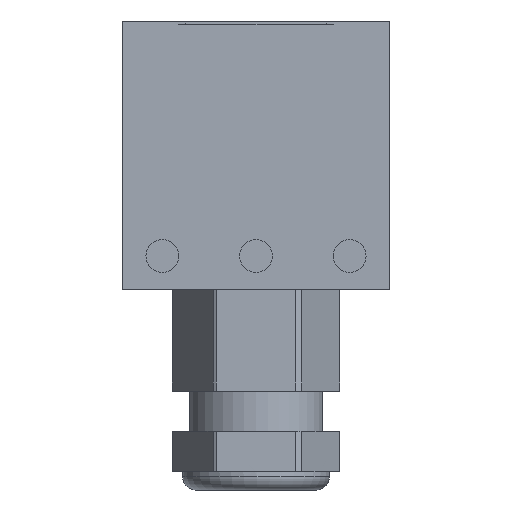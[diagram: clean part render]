
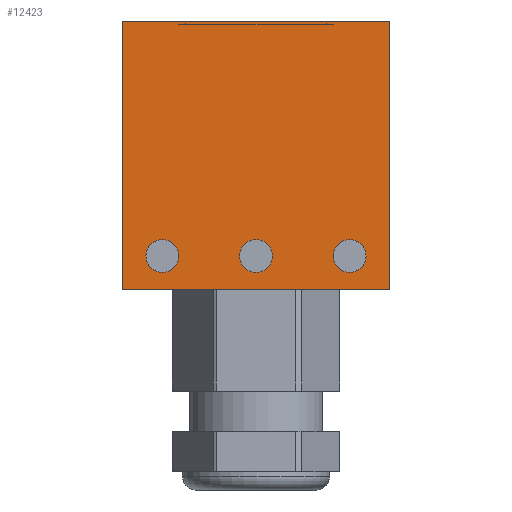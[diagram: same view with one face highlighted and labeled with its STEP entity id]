
A CAD part, left-side view. The second image highlights one B-rep face of the part: STEP entity #12423.
In plain terms, the highlighted planar face has unit normal (-1, 0, 0).
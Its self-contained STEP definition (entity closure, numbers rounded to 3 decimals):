
#588=LINE('',#17941,#1778);
#1296=LINE('',#20612,#2486);
#1324=LINE('',#20714,#2514);
#1326=LINE('',#20718,#2516);
#1778=VECTOR('',#14575,20.);
#2486=VECTOR('',#16589,20.);
#2514=VECTOR('',#16733,20.);
#2516=VECTOR('',#16739,20.);
#3601=PLANE('',#13479);
#3752=FACE_BOUND('',#5205,.T.);
#3753=FACE_BOUND('',#5206,.T.);
#3754=FACE_BOUND('',#5207,.T.);
#4421=FACE_OUTER_BOUND('',#5204,.T.);
#5204=EDGE_LOOP('',(#11587,#11588,#11589,#11590));
#5205=EDGE_LOOP('',(#11591));
#5206=EDGE_LOOP('',(#11592));
#5207=EDGE_LOOP('',(#11593));
#5307=CIRCLE('',#12756,1.23);
#5308=CIRCLE('',#12785,1.23);
#5310=CIRCLE('',#12843,1.23);
#5955=VERTEX_POINT('',#17880);
#5975=VERTEX_POINT('',#17935);
#5977=VERTEX_POINT('',#17939);
#6012=VERTEX_POINT('',#18048);
#6114=VERTEX_POINT('',#18368);
#6662=VERTEX_POINT('',#20609);
#6663=VERTEX_POINT('',#20611);
#7202=EDGE_CURVE('',#5955,#5955,#5307,.T.);
#7231=EDGE_CURVE('',#5975,#5977,#588,.T.);
#7285=EDGE_CURVE('',#6012,#6012,#5308,.T.);
#7447=EDGE_CURVE('',#6114,#6114,#5310,.T.);
#8271=EDGE_CURVE('',#6663,#6662,#1296,.T.);
#8315=EDGE_CURVE('',#6662,#5975,#1324,.T.);
#8317=EDGE_CURVE('',#6663,#5977,#1326,.T.);
#11587=ORIENTED_EDGE('',*,*,#7231,.T.);
#11588=ORIENTED_EDGE('',*,*,#8317,.F.);
#11589=ORIENTED_EDGE('',*,*,#8271,.T.);
#11590=ORIENTED_EDGE('',*,*,#8315,.T.);
#11591=ORIENTED_EDGE('',*,*,#7202,.F.);
#11592=ORIENTED_EDGE('',*,*,#7447,.F.);
#11593=ORIENTED_EDGE('',*,*,#7285,.F.);
#12423=ADVANCED_FACE('',(#4421,#3752,#3753,#3754),#3601,.F.);
#12756=AXIS2_PLACEMENT_3D('',#17881,#14527,#14528);
#12785=AXIS2_PLACEMENT_3D('',#18049,#14667,#14668);
#12843=AXIS2_PLACEMENT_3D('',#18369,#14943,#14944);
#13479=AXIS2_PLACEMENT_3D('',#20719,#16740,#16741);
#14527=DIRECTION('center_axis',(-1.,0.,0.));
#14528=DIRECTION('ref_axis',(0.,0.,-1.));
#14575=DIRECTION('',(0.,-1.,0.));
#14667=DIRECTION('center_axis',(-1.,0.,0.));
#14668=DIRECTION('ref_axis',(0.,0.,-1.));
#14943=DIRECTION('center_axis',(-1.,0.,0.));
#14944=DIRECTION('ref_axis',(0.,0.,-1.));
#16589=DIRECTION('',(0.,1.,0.));
#16733=DIRECTION('',(0.,0.,-1.));
#16739=DIRECTION('',(0.,0.,-1.));
#16740=DIRECTION('center_axis',(1.,0.,0.));
#16741=DIRECTION('ref_axis',(0.,1.,0.));
#17880=CARTESIAN_POINT('',(-100.,7.,1.271));
#17881=CARTESIAN_POINT('Origin',(-100.,7.,2.5));
#17935=CARTESIAN_POINT('',(-100.,10.,0.));
#17939=CARTESIAN_POINT('',(-100.,-10.,0.));
#17941=CARTESIAN_POINT('',(-100.,10.,0.));
#18048=CARTESIAN_POINT('',(-100.,0.,1.271));
#18049=CARTESIAN_POINT('Origin',(-100.,0.,2.5));
#18368=CARTESIAN_POINT('',(-100.,-7.,1.271));
#18369=CARTESIAN_POINT('Origin',(-100.,-7.,2.5));
#20609=CARTESIAN_POINT('',(-100.,10.,20.));
#20611=CARTESIAN_POINT('',(-100.,-10.,20.));
#20612=CARTESIAN_POINT('',(-100.,-10.,20.));
#20714=CARTESIAN_POINT('',(-100.,10.,4.8));
#20718=CARTESIAN_POINT('',(-100.,-10.,4.8));
#20719=CARTESIAN_POINT('Origin',(-100.,10.,4.8));
